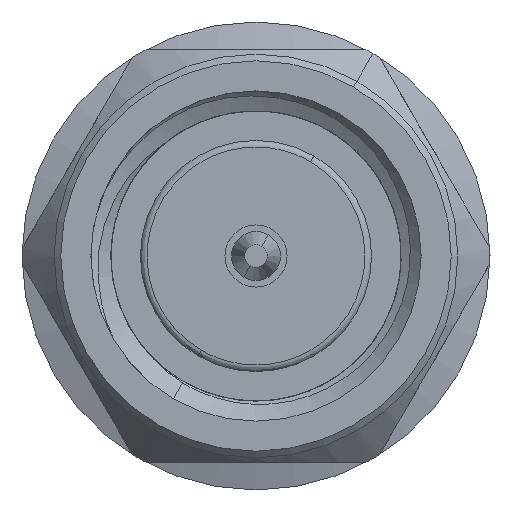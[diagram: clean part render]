
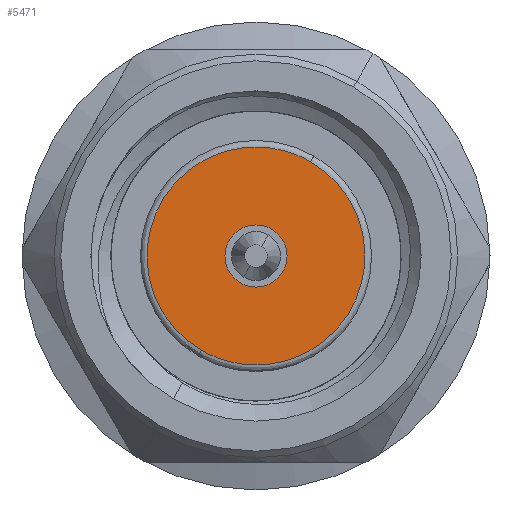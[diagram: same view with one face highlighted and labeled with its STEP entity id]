
A CAD part, left-side view. The second image highlights one B-rep face of the part: STEP entity #5471.
In plain terms, the highlighted planar face has unit normal (-1, 0, 0).
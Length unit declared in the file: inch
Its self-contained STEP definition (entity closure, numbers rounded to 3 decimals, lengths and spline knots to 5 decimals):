
#128 = ORIENTED_EDGE ( 'NONE', *, *, #595, .F. ) ;
#277 = VERTEX_POINT ( 'NONE', #4261 ) ;
#324 = CARTESIAN_POINT ( 'NONE',  ( 0.10078, -0.04125, 0.07145 ) ) ;
#417 = CIRCLE ( 'NONE', #915, 0.0235 ) ;
#595 = EDGE_CURVE ( 'NONE', #4395, #277, #1132, .T. ) ;
#707 = CARTESIAN_POINT ( 'NONE',  ( 0.10078, -0.18414, -0.01105 ) ) ;
#714 = DIRECTION ( 'NONE',  ( -1., 0., 0. ) ) ;
#760 = CARTESIAN_POINT ( 'NONE',  ( 0.10078, 0.04125, -0.07145 ) ) ;
#915 = AXIS2_PLACEMENT_3D ( 'NONE', #4444, #1981, #1998 ) ;
#922 = EDGE_LOOP ( 'NONE', ( #1791, #128 ) ) ;
#1017 = DIRECTION ( 'NONE',  ( 0., 0.5, -0.866 ) ) ;
#1132 =( BOUNDED_CURVE ( )  B_SPLINE_CURVE ( 3, ( #324, #707, #4558, #760 ),
 .UNSPECIFIED., .F., .F. ) 
 B_SPLINE_CURVE_WITH_KNOTS ( ( 4, 4 ),
 ( 0., 1. ),
 .UNSPECIFIED. ) 
 CURVE ( )  GEOMETRIC_REPRESENTATION_ITEM ( )  RATIONAL_B_SPLINE_CURVE ( ( 1., 0.333, 0.333, 1. ) ) 
 REPRESENTATION_ITEM ( '' )  );
#1168 = EDGE_CURVE ( 'NONE', #277, #4395, #1652, .T. ) ;
#1610 = DIRECTION ( 'NONE',  ( 0., 0.5, -0.866 ) ) ;
#1652 =( BOUNDED_CURVE ( )  B_SPLINE_CURVE ( 3, ( #4027, #3672, #2054, #2909 ),
 .UNSPECIFIED., .F., .T. ) 
 B_SPLINE_CURVE_WITH_KNOTS ( ( 4, 4 ),
 ( 0., 1. ),
 .UNSPECIFIED. ) 
 CURVE ( )  GEOMETRIC_REPRESENTATION_ITEM ( )  RATIONAL_B_SPLINE_CURVE ( ( 1., 0.333, 0.333, 1. ) ) 
 REPRESENTATION_ITEM ( '' )  );
#1791 = ORIENTED_EDGE ( 'NONE', *, *, #1168, .F. ) ;
#1981 = DIRECTION ( 'NONE',  ( -1., 0., 0. ) ) ;
#1998 = DIRECTION ( 'NONE',  ( 0., 0.5, -0.866 ) ) ;
#2010 = CARTESIAN_POINT ( 'NONE',  ( 0.10078, -0.04125, 0.07145 ) ) ;
#2054 = CARTESIAN_POINT ( 'NONE',  ( 0.10078, 0.10164, 0.15395 ) ) ;
#2073 = PLANE ( 'NONE',  #4858 ) ;
#2391 = VERTEX_POINT ( 'NONE', #4816 ) ;
#2412 = EDGE_CURVE ( 'NONE', #5006, #2391, #417, .T. ) ;
#2437 = CARTESIAN_POINT ( 'NONE',  ( 0.10078, 0., 0. ) ) ;
#2747 = FACE_BOUND ( 'NONE', #4893, .T. ) ;
#2889 = CARTESIAN_POINT ( 'NONE',  ( 0.10078, 0., 0. ) ) ;
#2909 = CARTESIAN_POINT ( 'NONE',  ( 0.10078, -0.04125, 0.07145 ) ) ;
#3092 = FACE_OUTER_BOUND ( 'NONE', #922, .T. ) ;
#3265 = CIRCLE ( 'NONE', #3964, 0.0235 ) ;
#3381 = DIRECTION ( 'NONE',  ( 1., 0., 0. ) ) ;
#3617 = EDGE_CURVE ( 'NONE', #2391, #5006, #3265, .T. ) ;
#3658 = CARTESIAN_POINT ( 'NONE',  ( 0.10078, 0.01175, -0.02035 ) ) ;
#3672 = CARTESIAN_POINT ( 'NONE',  ( 0.10078, 0.18414, 0.01105 ) ) ;
#3964 = AXIS2_PLACEMENT_3D ( 'NONE', #2437, #714, #1610 ) ;
#4027 = CARTESIAN_POINT ( 'NONE',  ( 0.10078, 0.04125, -0.07145 ) ) ;
#4261 = CARTESIAN_POINT ( 'NONE',  ( 0.10078, 0.04125, -0.07145 ) ) ;
#4334 = ORIENTED_EDGE ( 'NONE', *, *, #3617, .F. ) ;
#4395 = VERTEX_POINT ( 'NONE', #2010 ) ;
#4407 = ORIENTED_EDGE ( 'NONE', *, *, #2412, .F. ) ;
#4444 = CARTESIAN_POINT ( 'NONE',  ( 0.10078, 0., 0. ) ) ;
#4558 = CARTESIAN_POINT ( 'NONE',  ( 0.10078, -0.10164, -0.15395 ) ) ;
#4816 = CARTESIAN_POINT ( 'NONE',  ( 0.10078, -0.01175, 0.02035 ) ) ;
#4858 = AXIS2_PLACEMENT_3D ( 'NONE', #2889, #3381, #1017 ) ;
#4893 = EDGE_LOOP ( 'NONE', ( #4407, #4334 ) ) ;
#5006 = VERTEX_POINT ( 'NONE', #3658 ) ;
#5471 = ADVANCED_FACE ( 'NONE', ( #2747, #3092 ), #2073, .F. ) ;
